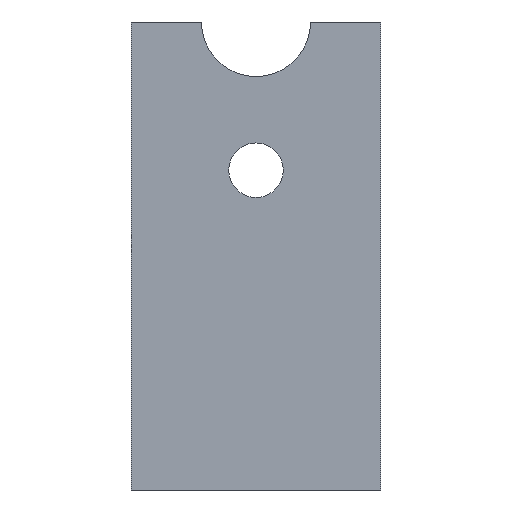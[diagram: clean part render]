
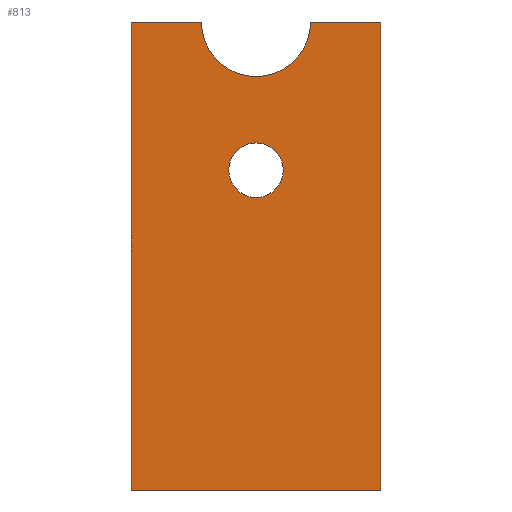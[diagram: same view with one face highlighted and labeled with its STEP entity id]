
A CAD part, left-side view. The second image highlights one B-rep face of the part: STEP entity #813.
In plain terms, the highlighted planar face has unit normal (-1, 0, 0).
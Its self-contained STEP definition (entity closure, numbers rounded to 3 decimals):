
#35=FACE_BOUND('',#162,.T.);
#36=FACE_BOUND('',#163,.T.);
#67=PLANE('',#900);
#162=EDGE_LOOP('',(#742));
#163=EDGE_LOOP('',(#743,#744,#745,#746,#747,#748));
#220=LINE('',#1345,#291);
#226=LINE('',#1375,#297);
#232=LINE('',#1390,#303);
#233=LINE('',#1394,#304);
#234=LINE('',#1396,#305);
#291=VECTOR('',#1077,64.);
#297=VECTOR('',#1113,18.);
#303=VECTOR('',#1129,18.);
#304=VECTOR('',#1136,120.);
#305=VECTOR('',#1139,120.);
#334=CIRCLE('',#882,7.);
#337=CIRCLE('',#889,14.);
#398=VERTEX_POINT('',#1342);
#399=VERTEX_POINT('',#1344);
#403=VERTEX_POINT('',#1356);
#406=VERTEX_POINT('',#1368);
#407=VERTEX_POINT('',#1369);
#408=VERTEX_POINT('',#1374);
#412=VERTEX_POINT('',#1388);
#500=EDGE_CURVE('',#399,#398,#220,.T.);
#505=EDGE_CURVE('',#403,#403,#334,.T.);
#510=EDGE_CURVE('',#406,#407,#337,.T.);
#513=EDGE_CURVE('',#408,#406,#226,.T.);
#521=EDGE_CURVE('',#407,#412,#232,.T.);
#523=EDGE_CURVE('',#412,#399,#233,.T.);
#524=EDGE_CURVE('',#398,#408,#234,.T.);
#742=ORIENTED_EDGE('',*,*,#505,.T.);
#743=ORIENTED_EDGE('',*,*,#500,.T.);
#744=ORIENTED_EDGE('',*,*,#524,.T.);
#745=ORIENTED_EDGE('',*,*,#513,.T.);
#746=ORIENTED_EDGE('',*,*,#510,.T.);
#747=ORIENTED_EDGE('',*,*,#521,.T.);
#748=ORIENTED_EDGE('',*,*,#523,.T.);
#813=ADVANCED_FACE('',(#35,#36),#67,.F.);
#882=AXIS2_PLACEMENT_3D('',#1357,#1091,#1092);
#889=AXIS2_PLACEMENT_3D('',#1370,#1107,#1108);
#900=AXIS2_PLACEMENT_3D('',#1397,#1140,#1141);
#1077=DIRECTION('',(0.,-1.,0.));
#1091=DIRECTION('center_axis',(1.,0.,0.));
#1092=DIRECTION('ref_axis',(0.,1.,0.));
#1107=DIRECTION('center_axis',(1.,0.,0.));
#1108=DIRECTION('ref_axis',(0.,0.,1.));
#1113=DIRECTION('',(0.,1.,0.));
#1129=DIRECTION('',(0.,1.,0.));
#1136=DIRECTION('',(0.,0.,-1.));
#1139=DIRECTION('',(0.,0.,1.));
#1140=DIRECTION('center_axis',(1.,0.,0.));
#1141=DIRECTION('ref_axis',(0.,0.,-1.));
#1342=CARTESIAN_POINT('',(0.,-32.,0.));
#1344=CARTESIAN_POINT('',(0.,32.,0.));
#1345=CARTESIAN_POINT('',(0.,32.,0.));
#1356=CARTESIAN_POINT('',(0.,-7.,82.));
#1357=CARTESIAN_POINT('Origin',(0.,0.,82.));
#1368=CARTESIAN_POINT('',(0.,-14.,120.));
#1369=CARTESIAN_POINT('',(0.,14.,120.));
#1370=CARTESIAN_POINT('Origin',(0.,0.,120.));
#1374=CARTESIAN_POINT('',(0.,-32.,120.));
#1375=CARTESIAN_POINT('',(0.,-32.,120.));
#1388=CARTESIAN_POINT('',(0.,32.,120.));
#1390=CARTESIAN_POINT('',(0.,-32.,120.));
#1394=CARTESIAN_POINT('',(0.,32.,120.));
#1396=CARTESIAN_POINT('',(0.,-32.,0.));
#1397=CARTESIAN_POINT('Origin',(0.,0.,60.));
